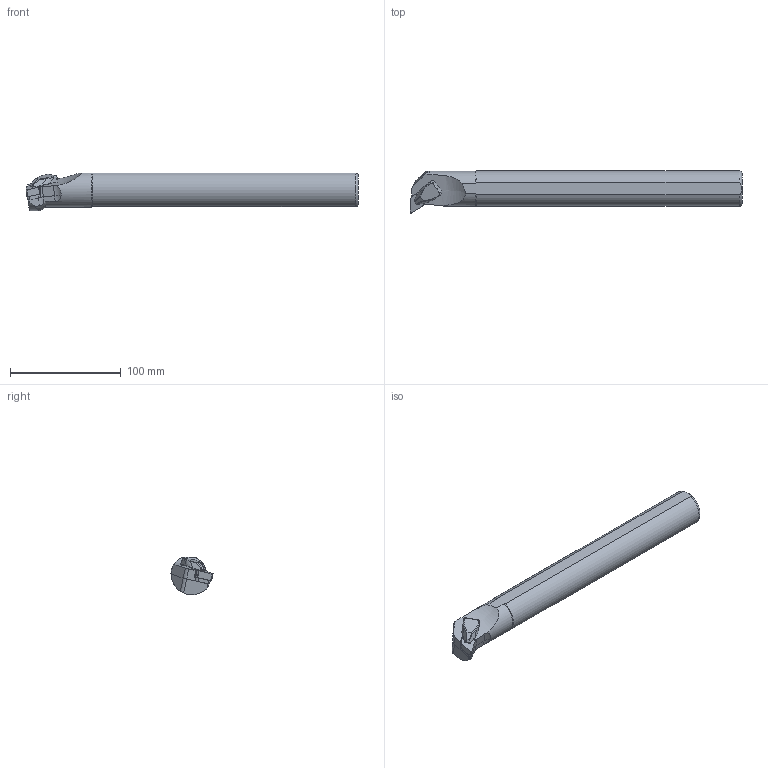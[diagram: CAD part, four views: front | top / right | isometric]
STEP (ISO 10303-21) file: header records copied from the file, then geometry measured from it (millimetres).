
FILE_DESCRIPTION(/* description */ (''),/* implementation_level */ '2;1');
FILE_NAME(/* name */ 'S32T-TDUNR-15.stp',/* time_stamp */ '2023-10-06T12:20:17+03:00',/* author */ (''),/* organization */ (''),/* preprocessor_version */ 'ST-DEVELOPER v19.4',/* originating_system */ 'SIEMENS PLM Software NX2306.3001',/* authorisation */ '');
FILE_SCHEMA (('AUTOMOTIVE_DESIGN { 1 0 10303 214 3 1 1 1 }'));
Length unit declared in the file: millimetre
Products named in the file (1): S32T-TDUNR-15
Bounding box: 300 x 38 x 33.74 mm (x, y, z)
Volume: 227883.2 mm3; surface area: 32420.7 mm2
Topology: 2 solids, 2 shells, 116 faces, 290 edges, 178 vertices
Faces by surface type: cylinder 54, plane 42, bspline 12, cone 3, torus 3, sphere 2
Full cylindrical faces by diameter (mm): 4.4 x1
Entity records: 4020 total; most frequent: CARTESIAN_POINT 1181, DIRECTION 574, ORIENTED_EDGE 568, EDGE_CURVE 284, AXIS2_PLACEMENT_3D 221, VERTEX_POINT 177, LINE 132, VECTOR 132
